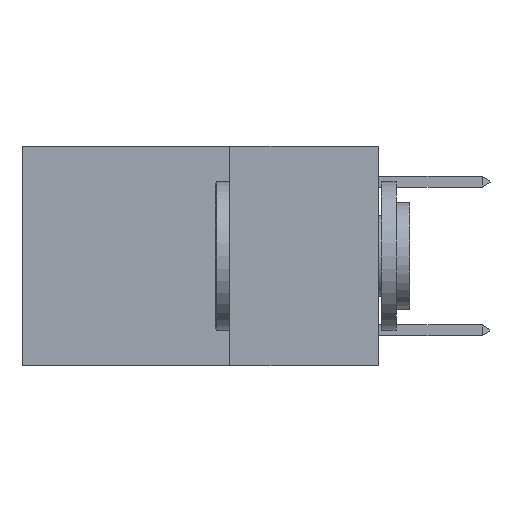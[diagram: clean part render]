
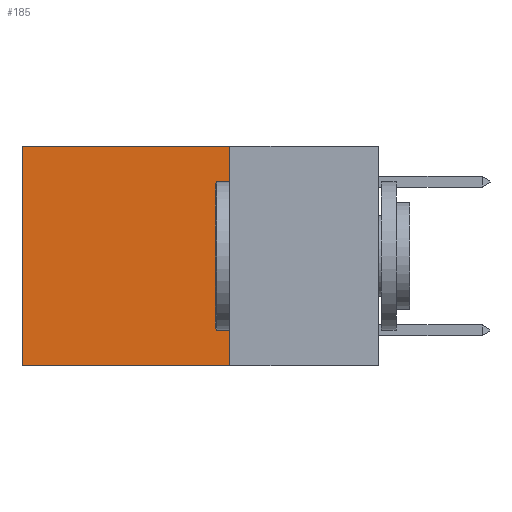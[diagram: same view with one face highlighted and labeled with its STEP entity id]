
A CAD part, left-side view. The second image highlights one B-rep face of the part: STEP entity #185.
In plain terms, the highlighted planar face has unit normal (-1, 0, 0).
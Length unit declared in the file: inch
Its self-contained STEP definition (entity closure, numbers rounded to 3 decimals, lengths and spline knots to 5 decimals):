
#185 = ADVANCED_FACE ( 'NONE', ( #12147 ), #14062, .F. ) ;
#355 = VECTOR ( 'NONE', #2945, 39.37008 ) ;
#913 = VERTEX_POINT ( 'NONE', #6537 ) ;
#1201 = EDGE_CURVE ( 'NONE', #11652, #23696, #24676, .T. ) ;
#1750 = DIRECTION ( 'NONE',  ( 0., 0., -1. ) ) ;
#2945 = DIRECTION ( 'NONE',  ( 0., 1., 0. ) ) ;
#3422 = AXIS2_PLACEMENT_3D ( 'NONE', #23530, #9625, #4572 ) ;
#3784 = CARTESIAN_POINT ( 'NONE',  ( 0.2625, 0.25, 0. ) ) ;
#4572 = DIRECTION ( 'NONE',  ( 0., 0., -1. ) ) ;
#5049 = ORIENTED_EDGE ( 'NONE', *, *, #17289, .F. ) ;
#5387 = VECTOR ( 'NONE', #12662, 39.37008 ) ;
#6537 = CARTESIAN_POINT ( 'NONE',  ( 0.2625, 0.25, -0.37 ) ) ;
#7049 = CARTESIAN_POINT ( 'NONE',  ( 0.2625, 0.25, 0. ) ) ;
#8245 = VECTOR ( 'NONE', #1750, 39.37008 ) ;
#9625 = DIRECTION ( 'NONE',  ( 1., 0., 0. ) ) ;
#10179 = CARTESIAN_POINT ( 'NONE',  ( 0.2625, 0.25, -0.37 ) ) ;
#10699 = ORIENTED_EDGE ( 'NONE', *, *, #15786, .F. ) ;
#11173 = CARTESIAN_POINT ( 'NONE',  ( 0.2625, 0.6, 0. ) ) ;
#11652 = VERTEX_POINT ( 'NONE', #7049 ) ;
#11822 = CARTESIAN_POINT ( 'NONE',  ( 0.2625, 0.6, -0.37 ) ) ;
#12147 = FACE_OUTER_BOUND ( 'NONE', #17525, .T. ) ;
#12662 = DIRECTION ( 'NONE',  ( 0., 1., 0. ) ) ;
#14062 = PLANE ( 'NONE',  #3422 ) ;
#15786 = EDGE_CURVE ( 'NONE', #11652, #913, #28767, .T. ) ;
#16602 = CARTESIAN_POINT ( 'NONE',  ( 0.2625, 0.6, 0. ) ) ;
#17099 = ORIENTED_EDGE ( 'NONE', *, *, #25109, .T. ) ;
#17289 = EDGE_CURVE ( 'NONE', #913, #18563, #24578, .T. ) ;
#17525 = EDGE_LOOP ( 'NONE', ( #17099, #5049, #10699, #26639 ) ) ;
#18563 = VERTEX_POINT ( 'NONE', #11822 ) ;
#18663 = LINE ( 'NONE', #16602, #8245 ) ;
#18947 = VECTOR ( 'NONE', #24461, 39.37008 ) ;
#20240 = CARTESIAN_POINT ( 'NONE',  ( 0.2625, 0.25, 0. ) ) ;
#23530 = CARTESIAN_POINT ( 'NONE',  ( 0.2625, 0.25, 0. ) ) ;
#23696 = VERTEX_POINT ( 'NONE', #11173 ) ;
#24461 = DIRECTION ( 'NONE',  ( 0., 0., -1. ) ) ;
#24578 = LINE ( 'NONE', #10179, #355 ) ;
#24676 = LINE ( 'NONE', #20240, #5387 ) ;
#25109 = EDGE_CURVE ( 'NONE', #23696, #18563, #18663, .T. ) ;
#26639 = ORIENTED_EDGE ( 'NONE', *, *, #1201, .T. ) ;
#28767 = LINE ( 'NONE', #3784, #18947 ) ;
